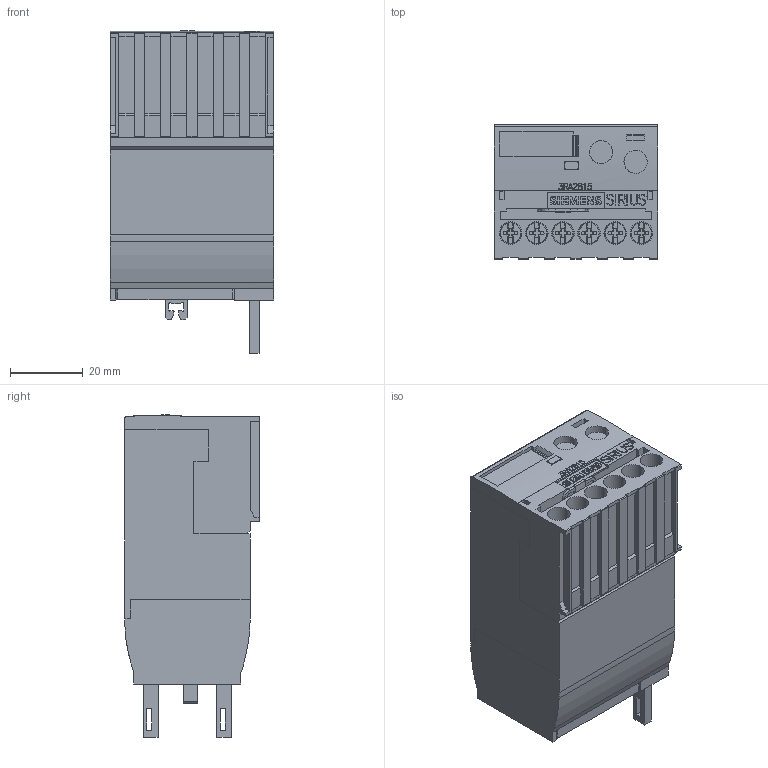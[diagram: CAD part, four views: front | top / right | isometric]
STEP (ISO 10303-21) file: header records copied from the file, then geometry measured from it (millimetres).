
FILE_DESCRIPTION(('STEP AP214'),'1');
FILE_NAME('cctmp_2F0DD622-D4BA-456C-8303-8C6BD4A85463_2023_07_18_12_16_09_0506..stp','2023-07-18T10:16:10',('SIEMENS A&D'),('CADClick - www.CADClick.com'),'Spatial InterOp 3D postprocessed',' ','unknown authorization');
FILE_SCHEMA(('AUTOMOTIVE_DESIGN'));
Length unit declared in the file: millimetre
Products named in the file (3): cc_unnamed; 2023_07_18_12_16_09_0444; 2023_07_18_12_16_09_0413
Assembly tree (2 placements, depth 2):
  cc_unnamed
    2023_07_18_12_16_09_0444
    2023_07_18_12_16_09_0413
Bounding box: 45 x 37.05 x 88.85 mm (x, y, z)
Volume: 111433.8 mm3; surface area: 22882.8 mm2
Topology: 2 solids, 6 shells, 975 faces, 2715 edges, 1808 vertices
Faces by surface type: plane 808, cylinder 131, cone 36
Entity records: 52344 total; most frequent: CARTESIAN_POINT 5731, STYLED_ITEM 5500, PRESENTATION_STYLE_ASSIGNMENT 5500, ORIENTED_EDGE 5430, DIRECTION 5156, EDGE_CURVE 2715, CURVE_STYLE 2715, DRAUGHTING_PRE_DEFINED_CURVE_FONT 2715
